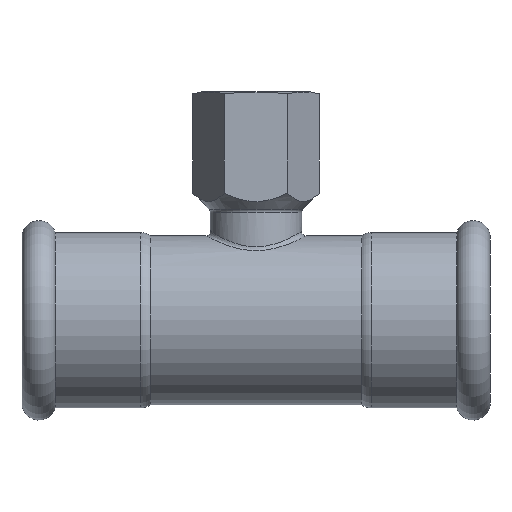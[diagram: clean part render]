
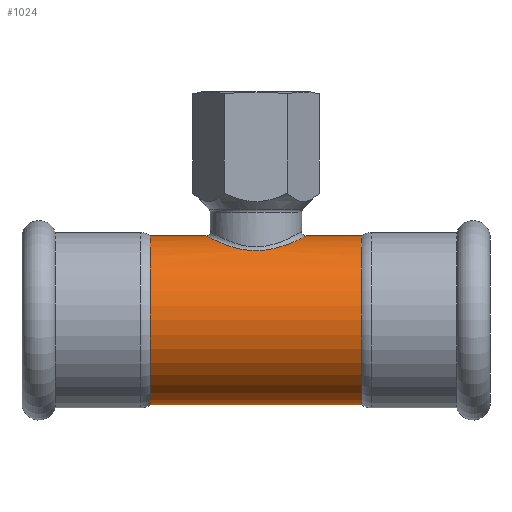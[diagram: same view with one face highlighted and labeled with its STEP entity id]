
A CAD part, front view. The second image highlights one B-rep face of the part: STEP entity #1024.
In plain terms, the highlighted cylindrical face has radius 18.5 mm (diameter 37 mm), a full revolution.
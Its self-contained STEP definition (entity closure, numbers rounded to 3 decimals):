
#55=FACE_BOUND('',#222,.T.);
#62=B_SPLINE_CURVE_WITH_KNOTS('',3,(#1994,#1995,#1996,#1997,#1998,#1999,
#2000,#2001,#2002,#2003,#2004,#2005,#2006,#2007,#2008,#2009,#2010,#2011,
#2012),.UNSPECIFIED.,.T.,.F.,(4,1,1,1,1,1,1,1,1,1,1,1,1,1,1,1,4),(-6.175,
-5.734,-5.293,-4.852,-4.411,
-3.823,-3.676,-3.529,-3.234,
-2.94,-2.646,-2.205,-1.764,
-1.323,-0.882,-0.441,0.),
 .UNSPECIFIED.);
#72=LINE('',#2020,#106);
#106=VECTOR('',#1370,18.5);
#139=CYLINDRICAL_SURFACE('',#1139,18.5);
#166=FACE_OUTER_BOUND('',#221,.T.);
#221=EDGE_LOOP('',(#742,#743,#744,#745,#746,#747,#748,#749));
#222=EDGE_LOOP('',(#750));
#309=CIRCLE('',#1140,18.5);
#310=CIRCLE('',#1141,18.5);
#311=CIRCLE('',#1142,18.5);
#312=CIRCLE('',#1143,18.5);
#313=CIRCLE('',#1144,18.5);
#314=CIRCLE('',#1145,18.5);
#418=VERTEX_POINT('',#1972);
#420=VERTEX_POINT('',#2014);
#421=VERTEX_POINT('',#2015);
#422=VERTEX_POINT('',#2017);
#423=VERTEX_POINT('',#2019);
#424=VERTEX_POINT('',#2021);
#425=VERTEX_POINT('',#2023);
#548=EDGE_CURVE('',#418,#418,#62,.T.);
#549=EDGE_CURVE('',#420,#421,#309,.T.);
#550=EDGE_CURVE('',#422,#420,#310,.T.);
#551=EDGE_CURVE('',#422,#423,#72,.T.);
#552=EDGE_CURVE('',#423,#424,#311,.T.);
#553=EDGE_CURVE('',#424,#425,#312,.T.);
#554=EDGE_CURVE('',#425,#423,#313,.T.);
#555=EDGE_CURVE('',#421,#422,#314,.T.);
#742=ORIENTED_EDGE('',*,*,#549,.F.);
#743=ORIENTED_EDGE('',*,*,#550,.F.);
#744=ORIENTED_EDGE('',*,*,#551,.T.);
#745=ORIENTED_EDGE('',*,*,#552,.T.);
#746=ORIENTED_EDGE('',*,*,#553,.T.);
#747=ORIENTED_EDGE('',*,*,#554,.T.);
#748=ORIENTED_EDGE('',*,*,#551,.F.);
#749=ORIENTED_EDGE('',*,*,#555,.F.);
#750=ORIENTED_EDGE('',*,*,#548,.F.);
#1024=ADVANCED_FACE('',(#166,#55),#139,.T.);
#1139=AXIS2_PLACEMENT_3D('',#2013,#1364,#1365);
#1140=AXIS2_PLACEMENT_3D('',#2016,#1366,#1367);
#1141=AXIS2_PLACEMENT_3D('',#2018,#1368,#1369);
#1142=AXIS2_PLACEMENT_3D('',#2022,#1371,#1372);
#1143=AXIS2_PLACEMENT_3D('',#2024,#1373,#1374);
#1144=AXIS2_PLACEMENT_3D('',#2025,#1375,#1376);
#1145=AXIS2_PLACEMENT_3D('',#2026,#1377,#1378);
#1364=DIRECTION('center_axis',(1.,0.,0.));
#1365=DIRECTION('ref_axis',(0.,1.,0.));
#1366=DIRECTION('center_axis',(1.,0.,0.));
#1367=DIRECTION('ref_axis',(0.,1.,0.));
#1368=DIRECTION('center_axis',(1.,0.,0.));
#1369=DIRECTION('ref_axis',(0.,1.,0.));
#1370=DIRECTION('',(-1.,0.,0.));
#1371=DIRECTION('center_axis',(1.,0.,0.));
#1372=DIRECTION('ref_axis',(0.,1.,0.));
#1373=DIRECTION('center_axis',(1.,0.,0.));
#1374=DIRECTION('ref_axis',(0.,1.,0.));
#1375=DIRECTION('center_axis',(1.,0.,0.));
#1376=DIRECTION('ref_axis',(0.,1.,0.));
#1377=DIRECTION('center_axis',(1.,0.,0.));
#1378=DIRECTION('ref_axis',(0.,1.,0.));
#1972=CARTESIAN_POINT('',(0.,10.436,15.276));
#1994=CARTESIAN_POINT('Ctrl Pts',(0.,10.436,
15.276));
#1995=CARTESIAN_POINT('Ctrl Pts',(-1.684,10.436,15.276));
#1996=CARTESIAN_POINT('Ctrl Pts',(-5.019,9.675,15.827));
#1997=CARTESIAN_POINT('Ctrl Pts',(-8.831,6.764,17.368));
#1998=CARTESIAN_POINT('Ctrl Pts',(-11.092,2.489,18.544));
#1999=CARTESIAN_POINT('Ctrl Pts',(-11.087,-3.043,18.55));
#2000=CARTESIAN_POINT('Ctrl Pts',(-8.758,-6.735,17.317));
#2001=CARTESIAN_POINT('Ctrl Pts',(-6.245,-8.636,16.37));
#2002=CARTESIAN_POINT('Ctrl Pts',(-4.373,-9.673,15.787));
#2003=CARTESIAN_POINT('Ctrl Pts',(-1.715,-10.475,15.249));
#2004=CARTESIAN_POINT('Ctrl Pts',(1.715,-10.476,15.25));
#2005=CARTESIAN_POINT('Ctrl Pts',(5.438,-9.348,16.004));
#2006=CARTESIAN_POINT('Ctrl Pts',(8.835,-6.766,17.364));
#2007=CARTESIAN_POINT('Ctrl Pts',(11.09,-2.488,18.547));
#2008=CARTESIAN_POINT('Ctrl Pts',(11.09,2.487,18.544));
#2009=CARTESIAN_POINT('Ctrl Pts',(8.832,6.767,17.368));
#2010=CARTESIAN_POINT('Ctrl Pts',(5.018,9.673,15.827));
#2011=CARTESIAN_POINT('Ctrl Pts',(1.684,10.436,15.276));
#2012=CARTESIAN_POINT('Ctrl Pts',(0.,10.436,
15.276));
#2013=CARTESIAN_POINT('Origin',(18.55,0.,0.));
#2014=CARTESIAN_POINT('',(23.15,18.5,0.));
#2015=CARTESIAN_POINT('',(23.15,0.,18.5));
#2016=CARTESIAN_POINT('Origin',(23.15,0.,0.));
#2017=CARTESIAN_POINT('',(23.15,-18.5,0.));
#2018=CARTESIAN_POINT('Origin',(23.15,0.,0.));
#2019=CARTESIAN_POINT('',(-23.15,-18.5,0.));
#2020=CARTESIAN_POINT('',(18.55,-18.5,0.));
#2021=CARTESIAN_POINT('',(-23.15,18.5,0.));
#2022=CARTESIAN_POINT('Origin',(-23.15,0.,0.));
#2023=CARTESIAN_POINT('',(-23.15,0.,18.5));
#2024=CARTESIAN_POINT('Origin',(-23.15,0.,0.));
#2025=CARTESIAN_POINT('Origin',(-23.15,0.,0.));
#2026=CARTESIAN_POINT('Origin',(23.15,0.,0.));
